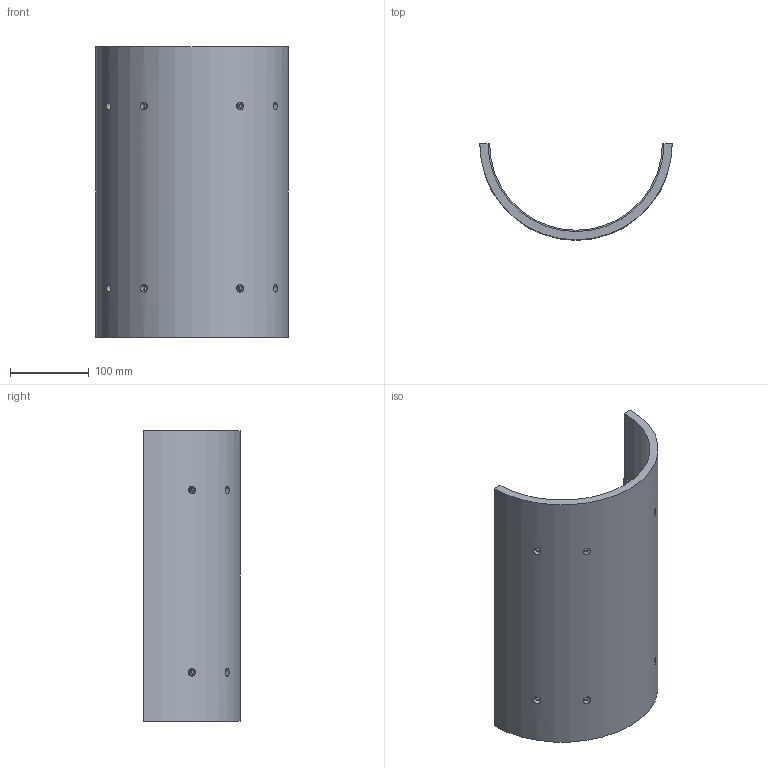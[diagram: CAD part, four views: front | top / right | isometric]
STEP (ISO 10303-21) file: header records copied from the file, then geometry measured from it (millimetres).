
FILE_DESCRIPTION(('CoCreate Modeling STEP Export'),'2;1');
FILE_NAME('m54.stp','2011-05-24T12:32:18',(''),(''),'CoCreate Modeling STEP processor for AP214 (Solid Model)','CoCreate Modeling 18.0P1120 20-Nov-2010 (C) Parametric Technology GmbH','');
FILE_SCHEMA(('AUTOMOTIVE_DESIGN { 1 0 10303 214 1 1 1 1 }'));
Length unit declared in the file: millimetre
Products named in the file (1): BODY_15____SOL2992_-_WSP_BRIDE_.PRT
Bounding box: 245 x 122.5 x 370 mm (x, y, z)
Volume: 1555300.9 mm3; surface area: 291231.6 mm2
Topology: 1 solids, 1 shells, 58 faces, 146 edges, 106 vertices
Faces by surface type: cylinder 36, plane 22
Entity records: 1848 total; most frequent: CARTESIAN_POINT 533, ORIENTED_EDGE 292, DIRECTION 230, EDGE_CURVE 146, VERTEX_POINT 106, AXIS2_PLACEMENT_3D 91, EDGE_LOOP 74, FACE_OUTER_BOUND 58
